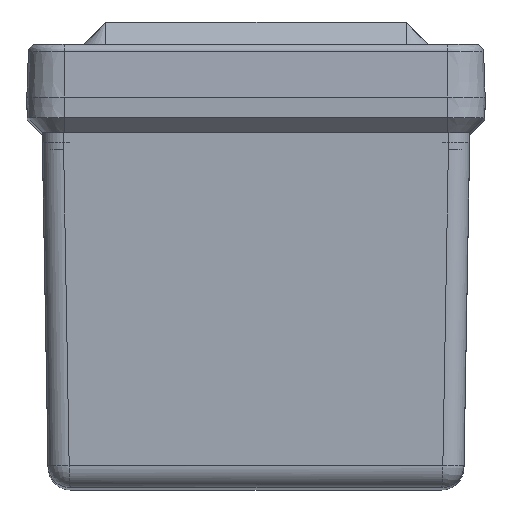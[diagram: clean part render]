
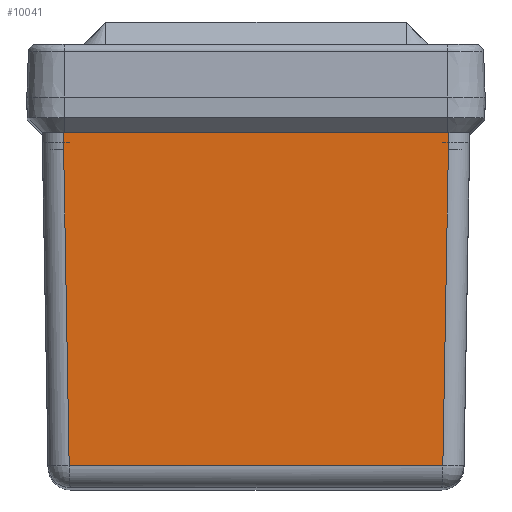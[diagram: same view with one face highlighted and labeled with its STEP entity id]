
A CAD part, top view. The second image highlights one B-rep face of the part: STEP entity #10041.
In plain terms, the highlighted planar face has unit normal (0, -0.018, 1).
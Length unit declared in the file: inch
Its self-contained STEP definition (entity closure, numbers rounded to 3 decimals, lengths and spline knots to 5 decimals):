
#32 = CARTESIAN_POINT ( 'NONE',  ( 0.79688, 0.18423, 5.38617 ) ) ;
#1762 = VECTOR ( 'NONE', #13161, 39.37008 ) ;
#3086 = VECTOR ( 'NONE', #17857, 39.37008 ) ;
#3734 = CARTESIAN_POINT ( 'NONE',  ( 1.59375, 2.9525, 5.43449 ) ) ;
#3809 = FACE_OUTER_BOUND ( 'NONE', #9867, .T. ) ;
#3939 = EDGE_CURVE ( 'NONE', #21116, #6450, #10172, .T. ) ;
#4129 = LINE ( 'NONE', #15063, #1762 ) ;
#4165 = CARTESIAN_POINT ( 'NONE',  ( -1.60237, 2.9525, 5.43449 ) ) ;
#4434 = ORIENTED_EDGE ( 'NONE', *, *, #20980, .T. ) ;
#5985 = ORIENTED_EDGE ( 'NONE', *, *, #7218, .F. ) ;
#6079 = CARTESIAN_POINT ( 'NONE',  ( 1.55405, 0.18423, 5.38617 ) ) ;
#6450 = VERTEX_POINT ( 'NONE', #11916 ) ;
#7053 = VECTOR ( 'NONE', #11027, 39.37008 ) ;
#7079 = VERTEX_POINT ( 'NONE', #15044 ) ;
#7218 = EDGE_CURVE ( 'NONE', #7499, #16640, #18342, .T. ) ;
#7499 = VERTEX_POINT ( 'NONE', #14719 ) ;
#8844 = VECTOR ( 'NONE', #21531, 39.37008 ) ;
#9061 = ORIENTED_EDGE ( 'NONE', *, *, #9717, .T. ) ;
#9364 = VECTOR ( 'NONE', #15412, 39.37008 ) ;
#9717 = EDGE_CURVE ( 'NONE', #7079, #16640, #20145, .T. ) ;
#9867 = EDGE_LOOP ( 'NONE', ( #18459, #9061, #5985, #4434, #13226, #16278 ) ) ;
#10041 = ADVANCED_FACE ( 'NONE', ( #3809 ), #14614, .T. ) ;
#10172 = LINE ( 'NONE', #20984, #7053 ) ;
#10915 = LINE ( 'NONE', #15805, #15955 ) ;
#10971 = DIRECTION ( 'NONE',  ( 0., -0.017, 1. ) ) ;
#11027 = DIRECTION ( 'NONE',  ( -1., 0., 0. ) ) ;
#11916 = CARTESIAN_POINT ( 'NONE',  ( -1.59375, 2.9525, 5.43449 ) ) ;
#13067 = DIRECTION ( 'NONE',  ( 0., -1., -0.017 ) ) ;
#13161 = DIRECTION ( 'NONE',  ( 1., 0., 0. ) ) ;
#13226 = ORIENTED_EDGE ( 'NONE', *, *, #19036, .F. ) ;
#13877 = VERTEX_POINT ( 'NONE', #21797 ) ;
#14033 = DIRECTION ( 'NONE',  ( 1., 0., 0. ) ) ;
#14614 = PLANE ( 'NONE',  #16342 ) ;
#14719 = CARTESIAN_POINT ( 'NONE',  ( 1.55405, 0.18423, 5.38617 ) ) ;
#15044 = CARTESIAN_POINT ( 'NONE',  ( -1.60237, 2.9525, 5.43449 ) ) ;
#15063 = CARTESIAN_POINT ( 'NONE',  ( 0., 2.9525, 5.43449 ) ) ;
#15412 = DIRECTION ( 'NONE',  ( -1., 0., 0. ) ) ;
#15805 = CARTESIAN_POINT ( 'NONE',  ( 0., 2.9525, 5.43449 ) ) ;
#15955 = VECTOR ( 'NONE', #14033, 39.37008 ) ;
#16278 = ORIENTED_EDGE ( 'NONE', *, *, #3939, .T. ) ;
#16342 = AXIS2_PLACEMENT_3D ( 'NONE', #19353, #10971, #13067 ) ;
#16640 = VERTEX_POINT ( 'NONE', #20016 ) ;
#16686 = EDGE_CURVE ( 'NONE', #7079, #6450, #4129, .T. ) ;
#17857 = DIRECTION ( 'NONE',  ( 0.017, 1., 0.017 ) ) ;
#18342 = LINE ( 'NONE', #32, #9364 ) ;
#18459 = ORIENTED_EDGE ( 'NONE', *, *, #16686, .F. ) ;
#19036 = EDGE_CURVE ( 'NONE', #21116, #13877, #10915, .T. ) ;
#19353 = CARTESIAN_POINT ( 'NONE',  ( 1.59375, 2.9525, 5.43449 ) ) ;
#19412 = LINE ( 'NONE', #6079, #3086 ) ;
#20016 = CARTESIAN_POINT ( 'NONE',  ( -1.55405, 0.18423, 5.38617 ) ) ;
#20145 = LINE ( 'NONE', #4165, #8844 ) ;
#20980 = EDGE_CURVE ( 'NONE', #7499, #13877, #19412, .T. ) ;
#20984 = CARTESIAN_POINT ( 'NONE',  ( 1.59375, 2.9525, 5.43449 ) ) ;
#21116 = VERTEX_POINT ( 'NONE', #3734 ) ;
#21531 = DIRECTION ( 'NONE',  ( 0.017, -1., -0.017 ) ) ;
#21797 = CARTESIAN_POINT ( 'NONE',  ( 1.60237, 2.9525, 5.43449 ) ) ;
